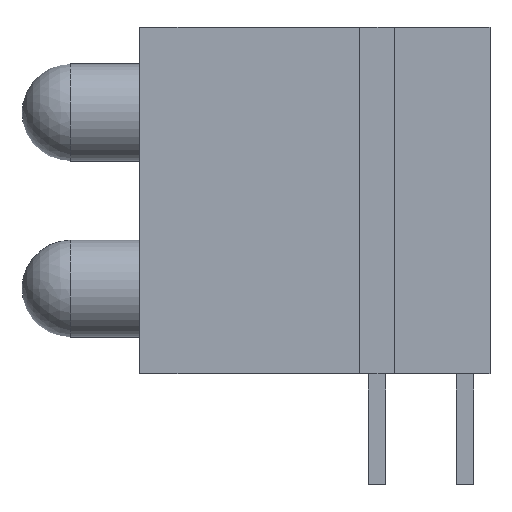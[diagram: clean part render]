
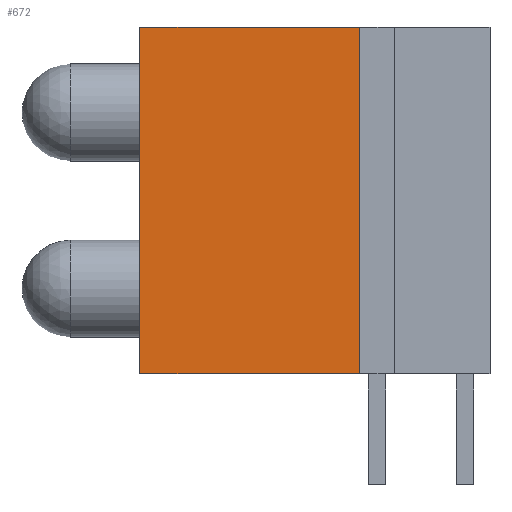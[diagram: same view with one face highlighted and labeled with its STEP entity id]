
A CAD part, front view. The second image highlights one B-rep face of the part: STEP entity #672.
In plain terms, the highlighted planar face has unit normal (0, -1, 0).
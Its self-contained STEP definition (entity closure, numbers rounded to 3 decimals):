
#42=FACE_OUTER_BOUND($,#86,.T.);
#86=EDGE_LOOP($,(#482,#483,#484,#485));
#132=LINE($,#978,#216);
#142=LINE($,#999,#226);
#153=LINE($,#1019,#237);
#154=LINE($,#1021,#238);
#216=VECTOR($,#787,6.34);
#226=VECTOR($,#799,6.34);
#237=VECTOR($,#816,10.);
#238=VECTOR($,#819,10.);
#300=VERTEX_POINT($,#975);
#301=VERTEX_POINT($,#977);
#310=VERTEX_POINT($,#996);
#311=VERTEX_POINT($,#998);
#362=EDGE_CURVE($,#301,#300,#132,.T.);
#372=EDGE_CURVE($,#311,#310,#142,.T.);
#383=EDGE_CURVE($,#310,#301,#153,.T.);
#384=EDGE_CURVE($,#311,#300,#154,.T.);
#482=ORIENTED_EDGE($,*,*,#362,.T.);
#483=ORIENTED_EDGE($,*,*,#384,.F.);
#484=ORIENTED_EDGE($,*,*,#372,.T.);
#485=ORIENTED_EDGE($,*,*,#383,.T.);
#632=PLANE($,#731);
#672=ADVANCED_FACE($,(#42),#632,.T.);
#731=AXIS2_PLACEMENT_3D($,#1020,#817,#818);
#787=DIRECTION($,(-1.,0.,0.));
#799=DIRECTION($,(1.,0.,0.));
#816=DIRECTION($,(0.,0.,1.));
#817=DIRECTION('center_axis',(0.,-1.,0.));
#818=DIRECTION('ref_axis',(0.,0.,-1.));
#819=DIRECTION($,(0.,0.,1.));
#975=CARTESIAN_POINT('',(-6.84,-2.475,10.));
#977=CARTESIAN_POINT('',(-0.5,-2.475,10.));
#978=CARTESIAN_POINT($,(-6.84,-2.475,10.));
#996=CARTESIAN_POINT('',(-0.5,-2.475,0.));
#998=CARTESIAN_POINT('',(-6.84,-2.475,0.));
#999=CARTESIAN_POINT($,(-6.84,-2.475,0.));
#1019=CARTESIAN_POINT($,(-0.5,-2.475,0.));
#1020=CARTESIAN_POINT('Origin',(-0.5,-2.475,0.));
#1021=CARTESIAN_POINT($,(-6.84,-2.475,0.));
